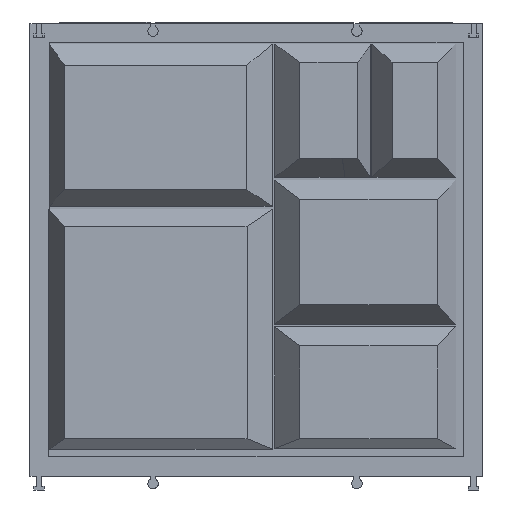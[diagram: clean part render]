
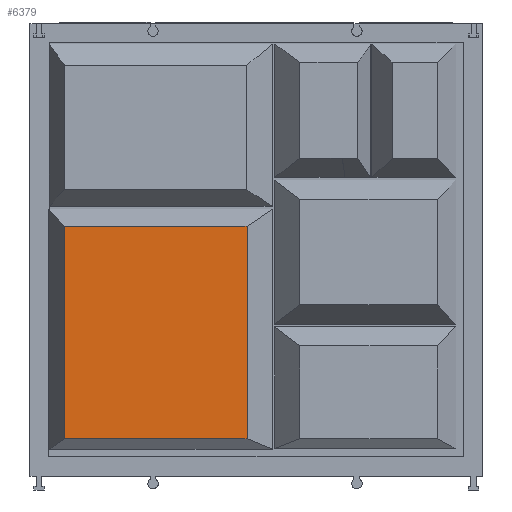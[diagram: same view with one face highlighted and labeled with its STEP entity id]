
A CAD part, front view. The second image highlights one B-rep face of the part: STEP entity #6379.
In plain terms, the highlighted planar face has unit normal (0, -1, 0).
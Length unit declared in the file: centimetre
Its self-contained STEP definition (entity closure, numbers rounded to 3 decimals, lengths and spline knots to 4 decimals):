
#328=FACE_OUTER_BOUND('',#661,.T.);
#661=EDGE_LOOP('',(#5473,#5474,#5475,#5476));
#1504=LINE('',#10019,#2375);
#1505=LINE('',#10021,#2376);
#1506=LINE('',#10023,#2377);
#1507=LINE('',#10024,#2378);
#2375=VECTOR('',#8181,1.);
#2376=VECTOR('',#8182,1.);
#2377=VECTOR('',#8183,1.);
#2378=VECTOR('',#8184,1.);
#3018=VERTEX_POINT('',#10017);
#3019=VERTEX_POINT('',#10018);
#3020=VERTEX_POINT('',#10020);
#3021=VERTEX_POINT('',#10022);
#3872=EDGE_CURVE('',#3018,#3019,#1504,.T.);
#3873=EDGE_CURVE('',#3020,#3018,#1505,.T.);
#3874=EDGE_CURVE('',#3021,#3020,#1506,.T.);
#3875=EDGE_CURVE('',#3019,#3021,#1507,.T.);
#5473=ORIENTED_EDGE('',*,*,#3872,.F.);
#5474=ORIENTED_EDGE('',*,*,#3873,.F.);
#5475=ORIENTED_EDGE('',*,*,#3874,.F.);
#5476=ORIENTED_EDGE('',*,*,#3875,.F.);
#6062=PLANE('',#6780);
#6379=ADVANCED_FACE('',(#328),#6062,.F.);
#6780=AXIS2_PLACEMENT_3D('',#10016,#8179,#8180);
#8179=DIRECTION('center_axis',(0.,1.,0.));
#8180=DIRECTION('ref_axis',(0.,0.,1.));
#8181=DIRECTION('',(0.,0.,1.));
#8182=DIRECTION('',(-1.,0.,0.));
#8183=DIRECTION('',(0.,0.,-1.));
#8184=DIRECTION('',(1.,0.,0.));
#10016=CARTESIAN_POINT('Origin',(-6.4305,-11.9126,19.4574));
#10017=CARTESIAN_POINT('',(-13.5812,-11.9126,11.1244));
#10018=CARTESIAN_POINT('',(-13.5812,-11.9126,27.7903));
#10019=CARTESIAN_POINT('',(-13.5812,-11.9126,27.7903));
#10020=CARTESIAN_POINT('',(0.7203,-11.9126,11.1244));
#10021=CARTESIAN_POINT('',(-13.5812,-11.9126,11.1244));
#10022=CARTESIAN_POINT('',(0.7203,-11.9126,27.7903));
#10023=CARTESIAN_POINT('',(0.7203,-11.9126,11.1244));
#10024=CARTESIAN_POINT('',(0.7203,-11.9126,27.7903));
